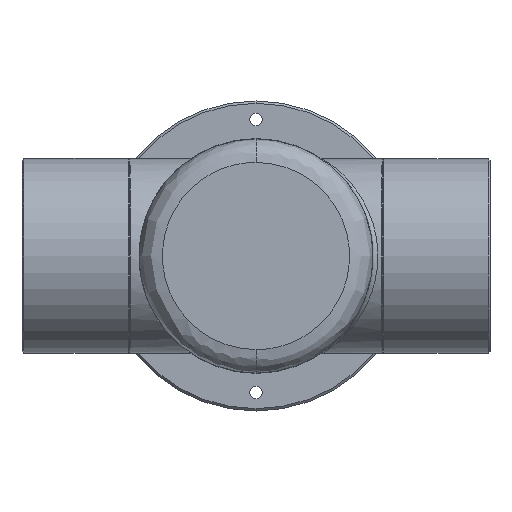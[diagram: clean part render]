
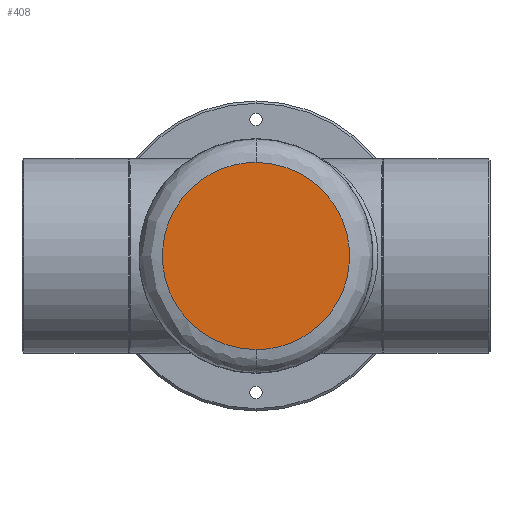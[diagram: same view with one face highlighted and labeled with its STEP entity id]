
A CAD part, front view. The second image highlights one B-rep face of the part: STEP entity #408.
In plain terms, the highlighted planar face has unit normal (0, -1, 0).
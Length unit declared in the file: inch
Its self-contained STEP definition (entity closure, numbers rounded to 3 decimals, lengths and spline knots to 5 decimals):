
#408 = ADVANCED_FACE ( 'NONE', ( #12347 ), #9491, .F. ) ;
#2107 = CARTESIAN_POINT ( 'NONE',  ( -2.4, -3.43, 1.2 ) ) ;
#2964 = CARTESIAN_POINT ( 'NONE',  ( 0., -3.43, 1.2 ) ) ;
#3861 = CARTESIAN_POINT ( 'NONE',  ( 2.4, -3.43, 1.2 ) ) ;
#3874 = CARTESIAN_POINT ( 'NONE',  ( 0., -3.43, -1.2 ) ) ;
#5884 = EDGE_CURVE ( 'NONE', #9096, #12448, #11707, .T. ) ;
#6372 = AXIS2_PLACEMENT_3D ( 'NONE', #10424, #10212, #10291 ) ;
#6660 = CARTESIAN_POINT ( 'NONE',  ( -2.4, -3.43, -1.2 ) ) ;
#6911 = EDGE_CURVE ( 'NONE', #12448, #9096, #12824, .T. ) ;
#6988 = CARTESIAN_POINT ( 'NONE',  ( 2.4, -3.43, -1.2 ) ) ;
#7406 = ORIENTED_EDGE ( 'NONE', *, *, #5884, .F. ) ;
#8232 = CARTESIAN_POINT ( 'NONE',  ( 0., -3.43, 1.2 ) ) ;
#9096 = VERTEX_POINT ( 'NONE', #9464 ) ;
#9441 = EDGE_LOOP ( 'NONE', ( #7406, #9592 ) ) ;
#9464 = CARTESIAN_POINT ( 'NONE',  ( 0., -3.43, 1.2 ) ) ;
#9491 = PLANE ( 'NONE',  #6372 ) ;
#9592 = ORIENTED_EDGE ( 'NONE', *, *, #6911, .F. ) ;
#9912 = CARTESIAN_POINT ( 'NONE',  ( 0., -3.43, -1.2 ) ) ;
#10212 = DIRECTION ( 'NONE',  ( 0., 1., 0. ) ) ;
#10291 = DIRECTION ( 'NONE',  ( 0., 0., 1. ) ) ;
#10424 = CARTESIAN_POINT ( 'NONE',  ( 0., -3.43, 0. ) ) ;
#11700 = CARTESIAN_POINT ( 'NONE',  ( 0., -3.43, -1.2 ) ) ;
#11707 =( BOUNDED_CURVE ( )  B_SPLINE_CURVE ( 3, ( #2964, #3861, #6988, #9912 ),
 .UNSPECIFIED., .F., .F. ) 
 B_SPLINE_CURVE_WITH_KNOTS ( ( 4, 4 ),
 ( 0., 1. ),
 .UNSPECIFIED. ) 
 CURVE ( )  GEOMETRIC_REPRESENTATION_ITEM ( )  RATIONAL_B_SPLINE_CURVE ( ( 1., 0.333, 0.333, 1. ) ) 
 REPRESENTATION_ITEM ( '' )  );
#12347 = FACE_OUTER_BOUND ( 'NONE', #9441, .T. ) ;
#12448 = VERTEX_POINT ( 'NONE', #3874 ) ;
#12824 =( BOUNDED_CURVE ( )  B_SPLINE_CURVE ( 3, ( #11700, #6660, #2107, #8232 ),
 .UNSPECIFIED., .F., .T. ) 
 B_SPLINE_CURVE_WITH_KNOTS ( ( 4, 4 ),
 ( 0., 1. ),
 .UNSPECIFIED. ) 
 CURVE ( )  GEOMETRIC_REPRESENTATION_ITEM ( )  RATIONAL_B_SPLINE_CURVE ( ( 1., 0.333, 0.333, 1. ) ) 
 REPRESENTATION_ITEM ( '' )  );
